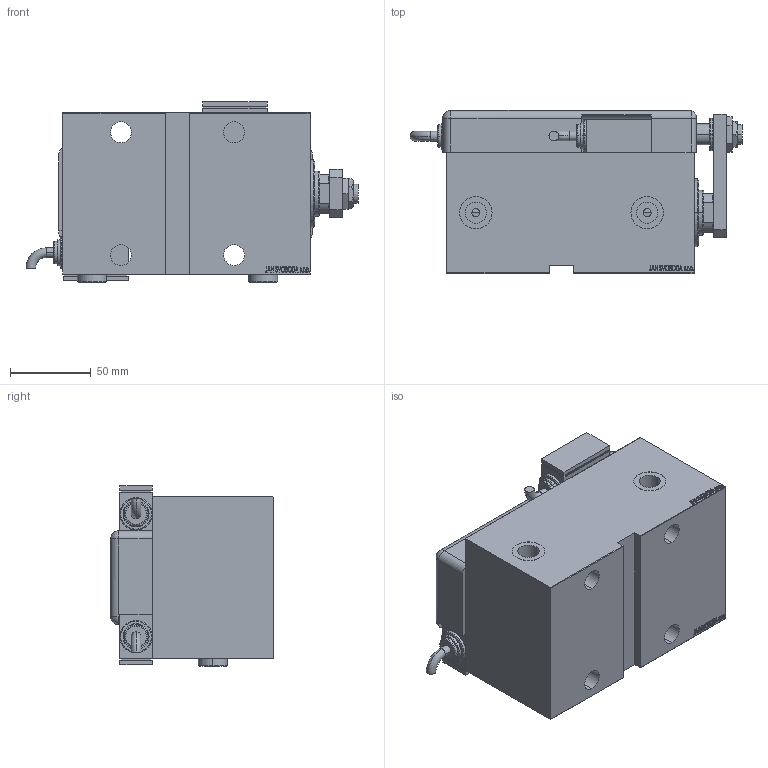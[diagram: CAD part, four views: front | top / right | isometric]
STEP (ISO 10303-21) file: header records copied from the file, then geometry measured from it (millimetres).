
FILE_DESCRIPTION (( 'STEP AP203' ), '1' );
FILE_NAME ('7416.STEP', '2024-05-20T10:20:14', ( '' ), ( '' ), 'SwSTEP 2.0', 'SolidWorks 2019', '' );
FILE_SCHEMA (( 'CONFIG_CONTROL_DESIGN' ));
Length unit declared in the file: millimetre
Products named in the file (14): KRYT 93b1e57083b486221f9c1c8ed1911dc1; Zatka_OIL_PORT 93b1e57083b486221f9c1c8ed1911dc1; V450CM_E_VCP 93b1e57083b486221f9c1c8ed1911dc1; 7416; V450CM_VC_B 93b1e57083b486221f9c1c8ed1911dc1; MAGNETIC SWITCH Q 93b1e57083b486221f9c1c8ed1911dc1; ZARAZKA_Q 93b1e57083b486221f9c1c8ed1911dc1; SWITCH DIM A_G 93b1e57083b486221f9c1c8ed1911dc1; SWITCH Q 93b1e57083b486221f9c1c8ed1911dc1; NUT_D13 93b1e57083b486221f9c1c8ed1911dc1; NUT_D19 93b1e57083b486221f9c1c8ed1911dc1; SWITCH_Q_FRONT_BACK 93b1e57083b486221f9c1c8ed1911dc1; TYC 93b1e57083b486221f9c1c8ed1911dc1; V450CM_E_Body 93b1e57083b486221f9c1c8ed1911dc1
Assembly tree (15 placements, depth 3):
  7416
    V450CM_E_Body 93b1e57083b486221f9c1c8ed1911dc1
    V450CM_E_VCP 93b1e57083b486221f9c1c8ed1911dc1
    V450CM_VC_B 93b1e57083b486221f9c1c8ed1911dc1
    MAGNETIC SWITCH Q 93b1e57083b486221f9c1c8ed1911dc1
      SWITCH_Q_FRONT_BACK 93b1e57083b486221f9c1c8ed1911dc1
      TYC 93b1e57083b486221f9c1c8ed1911dc1
      ZARAZKA_Q 93b1e57083b486221f9c1c8ed1911dc1
      SWITCH DIM A_G 93b1e57083b486221f9c1c8ed1911dc1
      NUT_D19 93b1e57083b486221f9c1c8ed1911dc1
      NUT_D13 93b1e57083b486221f9c1c8ed1911dc1
      KRYT 93b1e57083b486221f9c1c8ed1911dc1
      SWITCH Q 93b1e57083b486221f9c1c8ed1911dc1  x2
    Zatka_OIL_PORT 93b1e57083b486221f9c1c8ed1911dc1  x2
Bounding box: 205.46 x 100.8 x 111.9 mm (x, y, z)
Volume: 1150126.6 mm3; surface area: 208805.7 mm2
Topology: 15 solids, 15 shells, 1296 faces, 3272 edges, 2155 vertices
Faces by surface type: plane 652, bspline 471, cylinder 123, cone 26, torus 22, sphere 2
Entity records: 60142 total; most frequent: CARTESIAN_POINT 31716, ORIENTED_EDGE 6268, DIRECTION 4020, EDGE_CURVE 3134, VERTEX_POINT 2071, VECTOR 1882, LINE 1882, EDGE_LOOP 1413
